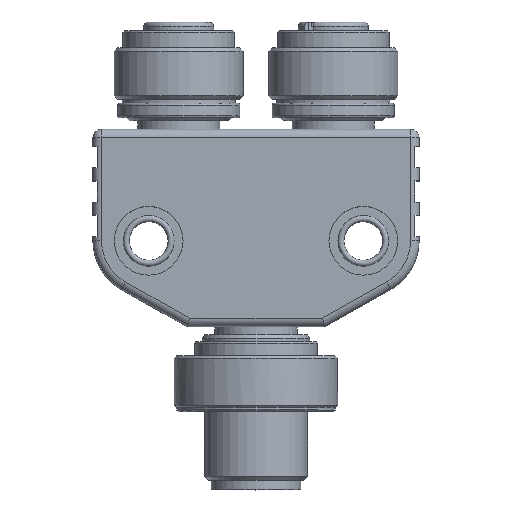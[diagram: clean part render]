
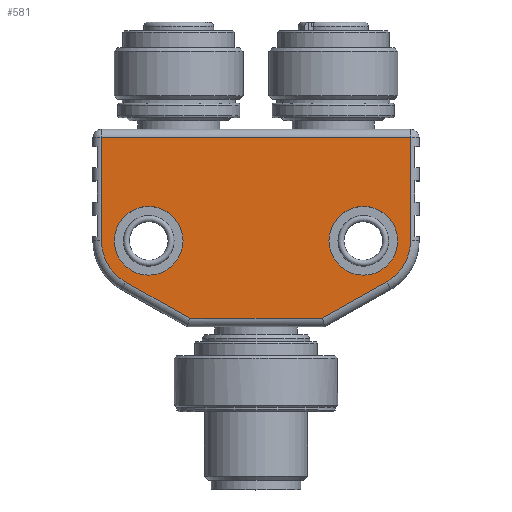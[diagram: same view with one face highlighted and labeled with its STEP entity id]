
A CAD part, top view. The second image highlights one B-rep face of the part: STEP entity #581.
In plain terms, the highlighted planar face has unit normal (0, 0, 1).
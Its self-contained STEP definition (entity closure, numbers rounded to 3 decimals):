
#581=ADVANCED_FACE('',(#1622,#1623,#1624),#871,.T.);
#871=PLANE('',#5234);
#1050=LINE('',#7695,#1339);
#1051=LINE('',#7698,#1340);
#1052=LINE('',#7700,#1341);
#1053=LINE('',#7704,#1342);
#1054=LINE('',#7706,#1343);
#1055=LINE('',#7708,#1344);
#1339=VECTOR('',#6049,1.);
#1340=VECTOR('',#6050,1.);
#1341=VECTOR('',#6051,1.);
#1342=VECTOR('',#6054,1.);
#1343=VECTOR('',#6055,1.);
#1344=VECTOR('',#6056,1.);
#1622=FACE_BOUND('',#1914,.T.);
#1623=FACE_BOUND('',#1915,.T.);
#1624=FACE_BOUND('',#1916,.T.);
#1914=EDGE_LOOP('',(#2544,#2545,#2546,#2547,#2548,#2549,#2550,#2551));
#1915=EDGE_LOOP('',(#2552));
#1916=EDGE_LOOP('',(#2553));
#2544=ORIENTED_EDGE('',*,*,#4269,.T.);
#2545=ORIENTED_EDGE('',*,*,#4270,.T.);
#2546=ORIENTED_EDGE('',*,*,#4271,.T.);
#2547=ORIENTED_EDGE('',*,*,#4272,.T.);
#2548=ORIENTED_EDGE('',*,*,#4273,.T.);
#2549=ORIENTED_EDGE('',*,*,#4274,.T.);
#2550=ORIENTED_EDGE('',*,*,#4275,.T.);
#2551=ORIENTED_EDGE('',*,*,#4276,.T.);
#2552=ORIENTED_EDGE('',*,*,#4277,.T.);
#2553=ORIENTED_EDGE('',*,*,#4278,.T.);
#3754=VERTEX_POINT('',#7696);
#3755=VERTEX_POINT('',#7697);
#3756=VERTEX_POINT('',#7699);
#3757=VERTEX_POINT('',#7701);
#3758=VERTEX_POINT('',#7703);
#3759=VERTEX_POINT('',#7705);
#3760=VERTEX_POINT('',#7707);
#3761=VERTEX_POINT('',#7709);
#3762=VERTEX_POINT('',#7712);
#3763=VERTEX_POINT('',#7714);
#4269=EDGE_CURVE('',#3754,#3755,#1050,.T.);
#4270=EDGE_CURVE('',#3755,#3756,#1051,.T.);
#4271=EDGE_CURVE('',#3756,#3757,#1052,.T.);
#4272=EDGE_CURVE('',#3757,#3758,#4858,.T.);
#4273=EDGE_CURVE('',#3758,#3759,#1053,.T.);
#4274=EDGE_CURVE('',#3759,#3760,#1054,.T.);
#4275=EDGE_CURVE('',#3760,#3761,#1055,.T.);
#4276=EDGE_CURVE('',#3761,#3754,#4859,.T.);
#4277=EDGE_CURVE('',#3762,#3762,#4860,.T.);
#4278=EDGE_CURVE('',#3763,#3763,#4861,.T.);
#4858=CIRCLE('',#5230,5.5);
#4859=CIRCLE('',#5231,5.5);
#4860=CIRCLE('',#5232,4.);
#4861=CIRCLE('',#5233,4.);
#5230=AXIS2_PLACEMENT_3D('',#7702,#6052,#6053);
#5231=AXIS2_PLACEMENT_3D('',#7710,#6057,#6058);
#5232=AXIS2_PLACEMENT_3D('',#7711,#6059,#6060);
#5233=AXIS2_PLACEMENT_3D('',#7713,#6061,#6062);
#5234=AXIS2_PLACEMENT_3D('',#7715,#6063,#6064);
#6049=DIRECTION('',(0.871,-0.491,0.));
#6050=DIRECTION('',(1.,0.,0.));
#6051=DIRECTION('',(0.871,0.491,0.));
#6052=DIRECTION('',(0.,0.,1.));
#6053=DIRECTION('',(1.,0.,0.));
#6054=DIRECTION('',(0.,1.,0.));
#6055=DIRECTION('',(-1.,0.,0.));
#6056=DIRECTION('',(0.,-1.,0.));
#6057=DIRECTION('',(0.,0.,1.));
#6058=DIRECTION('',(1.,0.,0.));
#6059=DIRECTION('',(0.,0.,-1.));
#6060=DIRECTION('',(1.,0.,0.));
#6061=DIRECTION('',(0.,0.,-1.));
#6062=DIRECTION('',(1.,0.,0.));
#6063=DIRECTION('',(0.,0.,1.));
#6064=DIRECTION('',(-1.,0.,0.));
#7695=CARTESIAN_POINT('',(42.491,50.871,20.));
#7696=CARTESIAN_POINT('',(34.809,55.203,20.));
#7697=CARTESIAN_POINT('',(42.263,51.,20.));
#7698=CARTESIAN_POINT('',(58.,51.,20.));
#7699=CARTESIAN_POINT('',(57.737,51.,20.));
#7700=CARTESIAN_POINT('',(65.212,55.215,20.));
#7701=CARTESIAN_POINT('',(65.211,55.214,20.));
#7702=CARTESIAN_POINT('',(62.5,60.,20.));
#7703=CARTESIAN_POINT('',(68.,60.,20.));
#7704=CARTESIAN_POINT('',(68.,72.,20.));
#7705=CARTESIAN_POINT('',(68.,72.,20.));
#7706=CARTESIAN_POINT('',(32.,72.,20.));
#7707=CARTESIAN_POINT('',(32.,72.,20.));
#7708=CARTESIAN_POINT('',(32.,60.,20.));
#7709=CARTESIAN_POINT('',(32.,60.,20.));
#7710=CARTESIAN_POINT('',(37.5,60.,20.));
#7711=CARTESIAN_POINT('',(62.5,60.,20.));
#7712=CARTESIAN_POINT('',(66.5,60.,20.));
#7713=CARTESIAN_POINT('',(37.5,60.,20.));
#7714=CARTESIAN_POINT('',(41.5,60.,20.));
#7715=CARTESIAN_POINT('',(68.,72.,20.));
